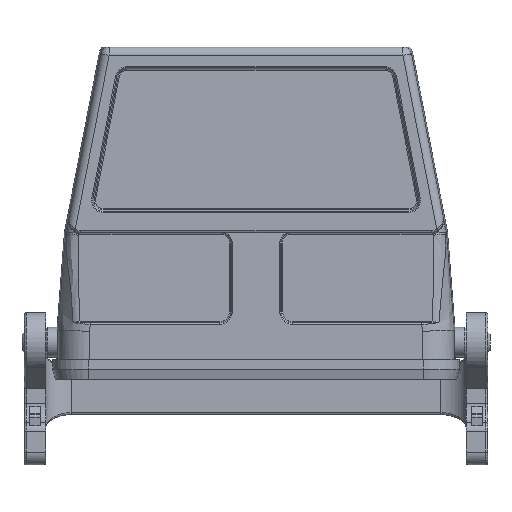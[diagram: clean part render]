
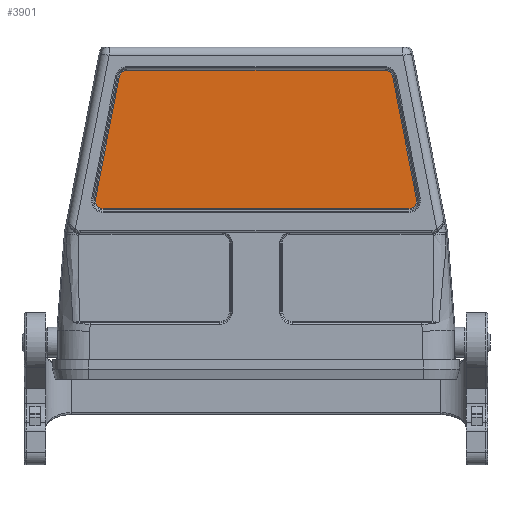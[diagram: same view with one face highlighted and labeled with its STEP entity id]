
A CAD part, front view. The second image highlights one B-rep face of the part: STEP entity #3901.
In plain terms, the highlighted planar face has unit normal (0, -1, 0).
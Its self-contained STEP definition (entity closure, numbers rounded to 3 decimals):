
#3344=CIRCLE('',#18697,1.835);
#3345=CIRCLE('',#18698,1.835);
#3346=CIRCLE('',#18699,1.835);
#3347=CIRCLE('',#18700,1.835);
#3901=ADVANCED_FACE('',(#5010),#4564,.F.);
#4564=PLANE('',#18701);
#5010=FACE_OUTER_BOUND('',#5796,.T.);
#5796=EDGE_LOOP('',(#7898,#7899,#7900,#7901,#7902,#7903,#7904,#7905));
#7898=ORIENTED_EDGE('',*,*,#12463,.T.);
#7899=ORIENTED_EDGE('',*,*,#12464,.T.);
#7900=ORIENTED_EDGE('',*,*,#12465,.T.);
#7901=ORIENTED_EDGE('',*,*,#12466,.T.);
#7902=ORIENTED_EDGE('',*,*,#12467,.T.);
#7903=ORIENTED_EDGE('',*,*,#12468,.T.);
#7904=ORIENTED_EDGE('',*,*,#12469,.T.);
#7905=ORIENTED_EDGE('',*,*,#12470,.T.);
#10984=VERTEX_POINT('',#28286);
#10985=VERTEX_POINT('',#28287);
#10986=VERTEX_POINT('',#28289);
#10987=VERTEX_POINT('',#28291);
#10988=VERTEX_POINT('',#28293);
#10989=VERTEX_POINT('',#28295);
#10990=VERTEX_POINT('',#28297);
#10991=VERTEX_POINT('',#28299);
#12463=EDGE_CURVE('',#10984,#10985,#15600,.T.);
#12464=EDGE_CURVE('',#10985,#10986,#3344,.T.);
#12465=EDGE_CURVE('',#10986,#10987,#15601,.T.);
#12466=EDGE_CURVE('',#10987,#10988,#3345,.T.);
#12467=EDGE_CURVE('',#10988,#10989,#15602,.T.);
#12468=EDGE_CURVE('',#10989,#10990,#3346,.T.);
#12469=EDGE_CURVE('',#10990,#10991,#15603,.T.);
#12470=EDGE_CURVE('',#10991,#10984,#3347,.T.);
#15600=LINE('',#28285,#16638);
#15601=LINE('',#28290,#16639);
#15602=LINE('',#28294,#16640);
#15603=LINE('',#28298,#16641);
#16638=VECTOR('',#21077,1.);
#16639=VECTOR('',#21080,1.);
#16640=VECTOR('',#21083,1.);
#16641=VECTOR('',#21086,1.);
#18697=AXIS2_PLACEMENT_3D('',#28288,#21078,#21079);
#18698=AXIS2_PLACEMENT_3D('',#28292,#21081,#21082);
#18699=AXIS2_PLACEMENT_3D('',#28296,#21084,#21085);
#18700=AXIS2_PLACEMENT_3D('',#28300,#21087,#21088);
#18701=AXIS2_PLACEMENT_3D('',#28301,#21089,#21090);
#21077=DIRECTION('',(-0.191,0.,0.982));
#21078=DIRECTION('',(0.,-1.,0.));
#21079=DIRECTION('',(0.,0.,1.));
#21080=DIRECTION('',(-1.,0.,0.));
#21081=DIRECTION('',(0.,-1.,0.));
#21082=DIRECTION('',(0.,0.,1.));
#21083=DIRECTION('',(-0.191,0.,-0.982));
#21084=DIRECTION('',(0.,-1.,0.));
#21085=DIRECTION('',(0.,0.,1.));
#21086=DIRECTION('',(1.,0.,0.));
#21087=DIRECTION('',(0.,-1.,0.));
#21088=DIRECTION('',(0.,0.,1.));
#21089=DIRECTION('',(0.,1.,0.));
#21090=DIRECTION('',(0.,0.,-1.));
#28285=CARTESIAN_POINT('',(32.095,-21.25,59.55));
#28286=CARTESIAN_POINT('',(37.703,-21.25,30.7));
#28287=CARTESIAN_POINT('',(32.095,-21.25,59.55));
#28288=CARTESIAN_POINT('',(30.294,-21.25,59.2));
#28289=CARTESIAN_POINT('',(30.294,-21.25,61.035));
#28290=CARTESIAN_POINT('',(-30.294,-21.25,61.035));
#28291=CARTESIAN_POINT('',(-30.294,-21.25,61.035));
#28292=CARTESIAN_POINT('',(-30.294,-21.25,59.2));
#28293=CARTESIAN_POINT('',(-32.095,-21.25,59.55));
#28294=CARTESIAN_POINT('',(-37.703,-21.25,30.7));
#28295=CARTESIAN_POINT('',(-37.703,-21.25,30.7));
#28296=CARTESIAN_POINT('',(-35.902,-21.25,30.35));
#28297=CARTESIAN_POINT('',(-35.902,-21.25,28.515));
#28298=CARTESIAN_POINT('',(35.902,-21.25,28.515));
#28299=CARTESIAN_POINT('',(35.902,-21.25,28.515));
#28300=CARTESIAN_POINT('',(35.902,-21.25,30.35));
#28301=CARTESIAN_POINT('',(30.294,-21.25,59.2));
